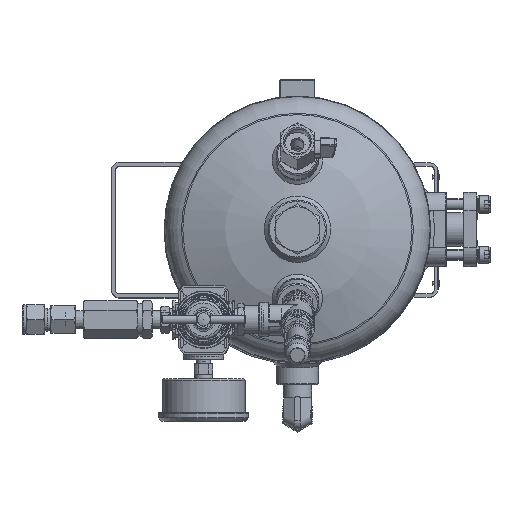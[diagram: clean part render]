
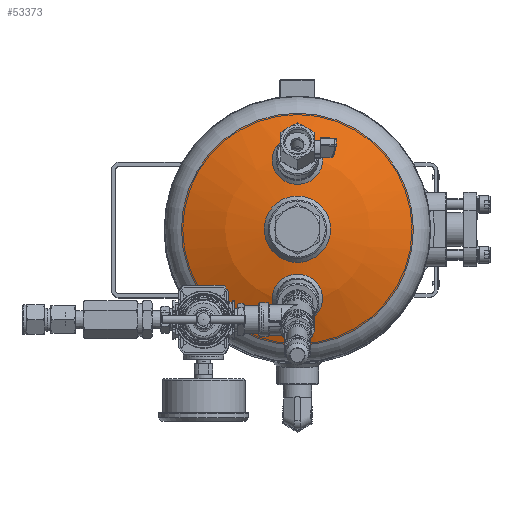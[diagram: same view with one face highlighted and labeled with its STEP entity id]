
A CAD part, top view. The second image highlights one B-rep face of the part: STEP entity #53373.
In plain terms, the highlighted spherical face has radius 202.3 mm.
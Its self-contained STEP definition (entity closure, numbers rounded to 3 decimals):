
#597=SPHERICAL_SURFACE('',#62730,202.3);
#12951=ORIENTED_EDGE('',*,*,#28755,.T.);
#12952=ORIENTED_EDGE('',*,*,#28759,.T.);
#12953=ORIENTED_EDGE('',*,*,#28760,.F.);
#12954=ORIENTED_EDGE('',*,*,#28761,.F.);
#28755=EDGE_CURVE('',#36720,#36720,#42233,.T.);
#28759=EDGE_CURVE('',#36724,#36724,#42237,.T.);
#28760=EDGE_CURVE('',#36725,#36725,#42238,.T.);
#28761=EDGE_CURVE('',#36726,#36726,#42239,.F.);
#36720=VERTEX_POINT('',#82914);
#36724=VERTEX_POINT('',#82924);
#36725=VERTEX_POINT('',#82926);
#36726=VERTEX_POINT('',#82928);
#42233=CIRCLE('',#62725,15.);
#42237=CIRCLE('',#62731,15.);
#42238=CIRCLE('',#62732,87.326);
#42239=CIRCLE('',#62733,20.);
#44221=EDGE_LOOP('',(#12951));
#44222=EDGE_LOOP('',(#12952));
#44223=EDGE_LOOP('',(#12953));
#44224=EDGE_LOOP('',(#12954));
#48426=FACE_BOUND('',#44221,.T.);
#48427=FACE_BOUND('',#44222,.T.);
#48428=FACE_BOUND('',#44223,.T.);
#48429=FACE_BOUND('',#44224,.T.);
#53373=ADVANCED_FACE('',(#48426,#48427,#48428,#48429),#597,.T.);
#62725=AXIS2_PLACEMENT_3D('',#82913,#68470,#68471);
#62730=AXIS2_PLACEMENT_3D('',#82922,#68480,#68481);
#62731=AXIS2_PLACEMENT_3D('',#82923,#68482,#68483);
#62732=AXIS2_PLACEMENT_3D('',#82925,#68484,#68485);
#62733=AXIS2_PLACEMENT_3D('',#82927,#68486,#68487);
#68470=DIRECTION('',(0.259,0.,-0.966));
#68471=DIRECTION('',(0.966,0.,0.259));
#68480=DIRECTION('',(0.,0.,-1.));
#68481=DIRECTION('',(1.,0.,0.));
#68482=DIRECTION('',(-0.259,0.,-0.966));
#68483=DIRECTION('',(-0.966,0.,0.259));
#68484=DIRECTION('',(0.,0.,-1.));
#68485=DIRECTION('',(-1.,0.,0.));
#68486=DIRECTION('',(0.,0.,-1.));
#68487=DIRECTION('',(-1.,0.,0.));
#82913=CARTESIAN_POINT('',(-52.215,0.,46.028));
#82914=CARTESIAN_POINT('',(-37.726,0.,49.911));
#82922=CARTESIAN_POINT('',(0.,0.,-148.841));
#82923=CARTESIAN_POINT('',(52.215,0.,46.028));
#82924=CARTESIAN_POINT('',(37.726,0.,49.911));
#82925=CARTESIAN_POINT('',(0.,0.,33.641));
#82926=CARTESIAN_POINT('',(-87.326,0.,33.641));
#82927=CARTESIAN_POINT('',(0.,0.,52.468));
#82928=CARTESIAN_POINT('',(-20.,0.,52.468));
